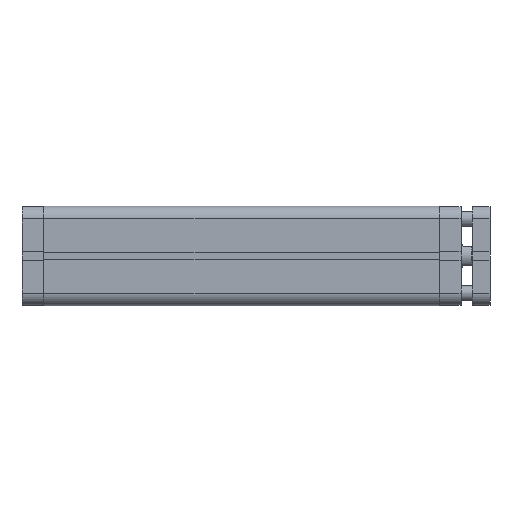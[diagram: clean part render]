
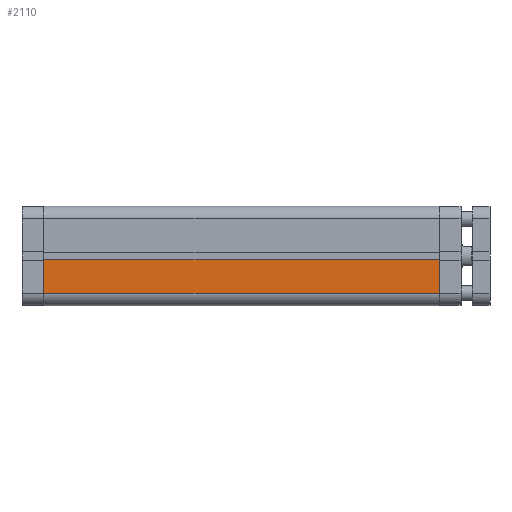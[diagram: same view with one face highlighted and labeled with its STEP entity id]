
A CAD part, front view. The second image highlights one B-rep face of the part: STEP entity #2110.
In plain terms, the highlighted planar face has unit normal (0, -1, 0).
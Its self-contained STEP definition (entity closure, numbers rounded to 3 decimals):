
#7 = ORIENTED_EDGE ( 'NONE', *, *, #3601, .T. ) ;
#48 = ORIENTED_EDGE ( 'NONE', *, *, #3574, .F. ) ;
#128 = ORIENTED_EDGE ( 'NONE', *, *, #3603, .F. ) ;
#144 = ORIENTED_EDGE ( 'NONE', *, *, #3573, .T. ) ;
#620 = VERTEX_POINT ( 'NONE', #1245 ) ;
#621 = VERTEX_POINT ( 'NONE', #1249 ) ;
#628 = VERTEX_POINT ( 'NONE', #1254 ) ;
#629 = VERTEX_POINT ( 'NONE', #1255 ) ;
#1245 = CARTESIAN_POINT ( 'NONE',  ( -2.6, -33.5, 266.5 ) ) ;
#1249 = CARTESIAN_POINT ( 'NONE',  ( -2.6, -33.5, 0. ) ) ;
#1254 = CARTESIAN_POINT ( 'NONE',  ( -25., -33.5, 0. ) ) ;
#1255 = CARTESIAN_POINT ( 'NONE',  ( -25., -33.5, 266.5 ) ) ;
#2110 = ADVANCED_FACE ( 'NONE', ( #4066 ), #4960, .F. ) ;
#2928 = EDGE_LOOP ( 'NONE', ( #144, #48, #128, #7 ) ) ;
#3573 = EDGE_CURVE ( 'NONE', #628, #621, #4223, .T. ) ;
#3574 = EDGE_CURVE ( 'NONE', #620, #621, #4218, .T. ) ;
#3601 = EDGE_CURVE ( 'NONE', #629, #628, #4275, .T. ) ;
#3603 = EDGE_CURVE ( 'NONE', #629, #620, #4281, .T. ) ;
#4066 = FACE_OUTER_BOUND ( 'NONE', #2928, .T. ) ;
#4218 = LINE ( 'NONE', #5305, #4230 ) ;
#4223 = LINE ( 'NONE', #5303, #4229 ) ;
#4229 = VECTOR ( 'NONE', #5306, 1000. ) ;
#4230 = VECTOR ( 'NONE', #5308, 1000. ) ;
#4244 = VECTOR ( 'NONE', #5369, 1000. ) ;
#4251 = VECTOR ( 'NONE', #5372, 1000. ) ;
#4275 = LINE ( 'NONE', #5368, #4244 ) ;
#4281 = LINE ( 'NONE', #5365, #4251 ) ;
#4959 = CARTESIAN_POINT ( 'NONE',  ( 0., -33.5, 266.5 ) ) ;
#4960 = PLANE ( 'NONE',  #7608 ) ;
#4962 = DIRECTION ( 'NONE',  ( 0., 1., 0. ) ) ;
#4963 = DIRECTION ( 'NONE',  ( 0., 0., 1. ) ) ;
#5303 = CARTESIAN_POINT ( 'NONE',  ( 0., -33.5, 0. ) ) ;
#5305 = CARTESIAN_POINT ( 'NONE',  ( -2.6, -33.5, 266.5 ) ) ;
#5306 = DIRECTION ( 'NONE',  ( 1., 0., 0. ) ) ;
#5308 = DIRECTION ( 'NONE',  ( 0., 0., -1. ) ) ;
#5365 = CARTESIAN_POINT ( 'NONE',  ( 0., -33.5, 266.5 ) ) ;
#5368 = CARTESIAN_POINT ( 'NONE',  ( -25., -33.5, 266.5 ) ) ;
#5369 = DIRECTION ( 'NONE',  ( 0., 0., -1. ) ) ;
#5372 = DIRECTION ( 'NONE',  ( 1., 0., 0. ) ) ;
#7608 = AXIS2_PLACEMENT_3D ( 'NONE', #4959, #4962, #4963 ) ;
